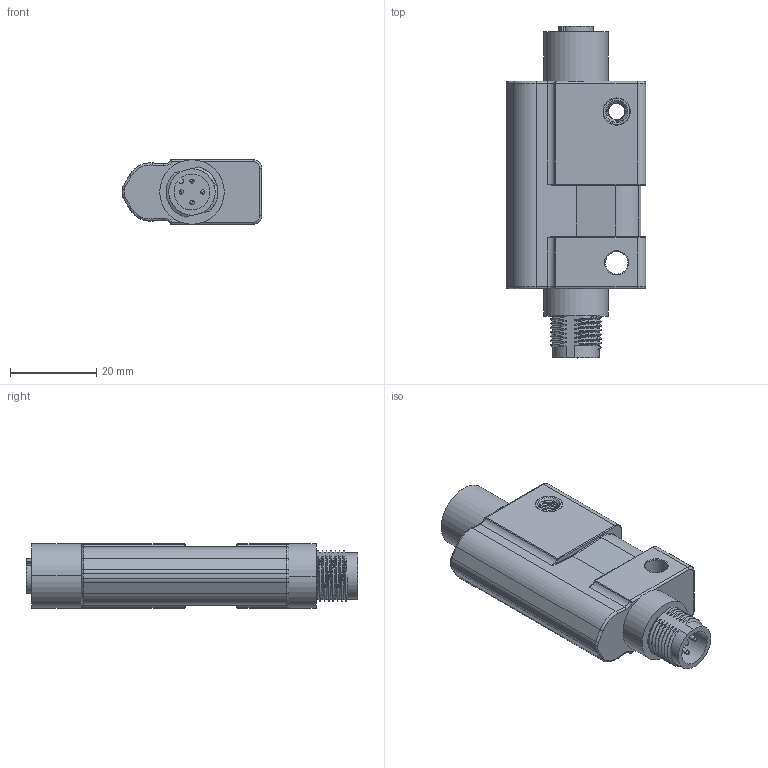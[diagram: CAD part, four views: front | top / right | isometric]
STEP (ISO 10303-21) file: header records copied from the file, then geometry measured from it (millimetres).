
FILE_DESCRIPTION((''),'2;1');
FILE_NAME('CAD-8357','2022-06-10T10:58:15',('creinig-se'),(''),'CREO PARAMETRIC BY PTC INC, 2019292','CREO PARAMETRIC BY PTC INC, 2019292','');
FILE_SCHEMA(('CONFIG_CONTROL_DESIGN','SHAPE_APPEARANCE_LAYERS_GROUPS'));
Length unit declared in the file: millimetre
Products named in the file (1): CAD-8357
Bounding box: 32.3 x 76.8 x 15 mm (x, y, z)
Volume: 23175.5 mm3; surface area: 7762.8 mm2
Topology: 1 solids, 1 shells, 363 faces, 1118 edges, 754 vertices
Faces by surface type: cylinder 215, bspline 48, plane 45, torus 36, sphere 12, cone 7
Entity records: 22461 total; most frequent: CARTESIAN_POINT 10773, ORIENTED_EDGE 2190, DIRECTION 1624, EDGE_CURVE 1095, VERTEX_POINT 748, AXIS2_PLACEMENT_3D 647, B_SPLINE_CURVE_WITH_KNOTS 437, EDGE_LOOP 381
